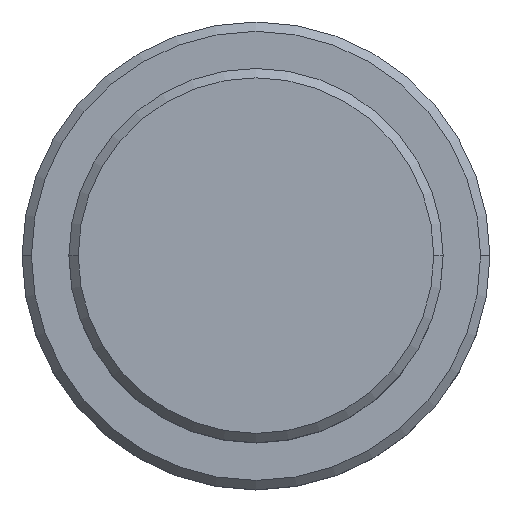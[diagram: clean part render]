
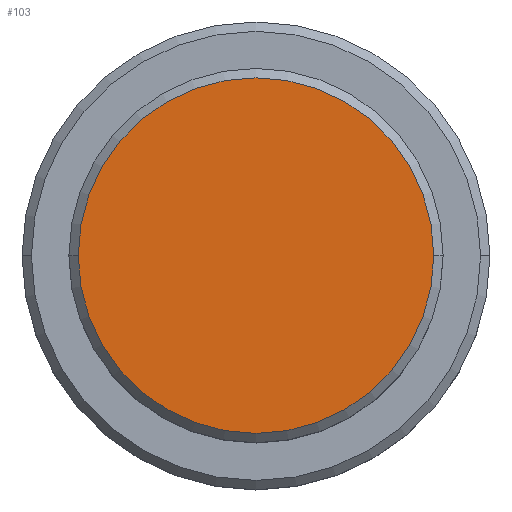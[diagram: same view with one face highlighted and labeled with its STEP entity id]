
A CAD part, top view. The second image highlights one B-rep face of the part: STEP entity #103.
In plain terms, the highlighted planar face has unit normal (0, 0, 1).
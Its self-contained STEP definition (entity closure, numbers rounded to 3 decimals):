
#61 = CARTESIAN_POINT ( 'NONE',  ( 0., 0., 0. ) ) ;
#66 = CARTESIAN_POINT ( 'NONE',  ( 0., 0., 0. ) ) ;
#90 = PLANE ( 'NONE',  #319 ) ;
#91 = EDGE_CURVE ( 'NONE', #1192, #107, #452, .T. ) ;
#103 = ADVANCED_FACE ( 'NONE', ( #171 ), #90, .T. ) ;
#107 = VERTEX_POINT ( 'NONE', #1285 ) ;
#154 = DIRECTION ( 'NONE',  ( 0., 0., 1. ) ) ;
#171 = FACE_OUTER_BOUND ( 'NONE', #1235, .T. ) ;
#210 = CARTESIAN_POINT ( 'NONE',  ( -9.5, 0., 0. ) ) ;
#219 = ORIENTED_EDGE ( 'NONE', *, *, #91, .T. ) ;
#241 = CARTESIAN_POINT ( 'NONE',  ( 0., 0., 0. ) ) ;
#319 = AXIS2_PLACEMENT_3D ( 'NONE', #61, #1174, #1055 ) ;
#369 = DIRECTION ( 'NONE',  ( 1., 0., 0. ) ) ;
#403 = AXIS2_PLACEMENT_3D ( 'NONE', #66, #744, #949 ) ;
#452 = CIRCLE ( 'NONE', #403, 9.5 ) ;
#488 = EDGE_CURVE ( 'NONE', #107, #1192, #1375, .T. ) ;
#519 = ORIENTED_EDGE ( 'NONE', *, *, #488, .T. ) ;
#744 = DIRECTION ( 'NONE',  ( 0., 0., 1. ) ) ;
#949 = DIRECTION ( 'NONE',  ( 1., 0., 0. ) ) ;
#952 = AXIS2_PLACEMENT_3D ( 'NONE', #241, #154, #369 ) ;
#1055 = DIRECTION ( 'NONE',  ( 1., 0., 0. ) ) ;
#1174 = DIRECTION ( 'NONE',  ( 0., 0., 1. ) ) ;
#1192 = VERTEX_POINT ( 'NONE', #210 ) ;
#1235 = EDGE_LOOP ( 'NONE', ( #219, #519 ) ) ;
#1285 = CARTESIAN_POINT ( 'NONE',  ( 9.5, 0., 0. ) ) ;
#1375 = CIRCLE ( 'NONE', #952, 9.5 ) ;
